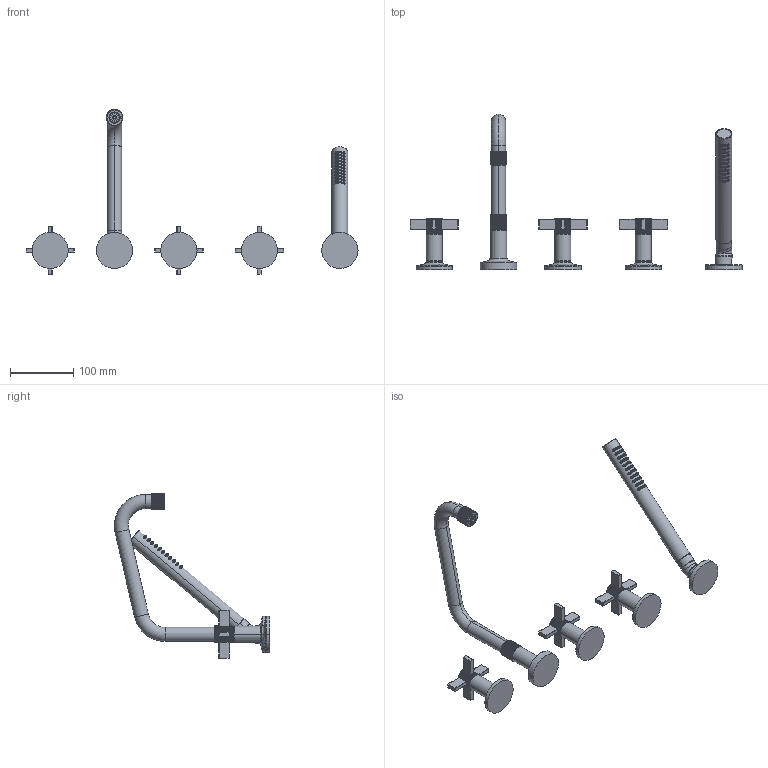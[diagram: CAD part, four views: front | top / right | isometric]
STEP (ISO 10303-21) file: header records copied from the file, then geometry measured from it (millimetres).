
FILE_DESCRIPTION((''),'2;1');
FILE_NAME('3-3247','2021-09-09T10:36:37',('jinson.thomas'),(''),'CREO PARAMETRIC BY PTC INC, 2018400','CREO PARAMETRIC BY PTC INC, 2018400','');
FILE_SCHEMA(('CONFIG_CONTROL_DESIGN'));
Length unit declared in the file: inch
Products named in the file (1): 3-3247
Bounding box: 523.88 x 244.95 x 260.35 mm (x, y, z)
Volume: 567469.5 mm3; surface area: 126063.5 mm2
Topology: 5 solids, 5 shells, 2654 faces, 6696 edges, 4177 vertices
Faces by surface type: plane 973, cylinder 915, bspline 544, torus 124, sphere 96, cone 2
Entity records: 134769 total; most frequent: CARTESIAN_POINT 76211, ORIENTED_EDGE 13392, DIRECTION 10367, EDGE_CURVE 6696, VERTEX_POINT 4177, AXIS2_PLACEMENT_3D 3867, EDGE_LOOP 2779, FACE_OUTER_BOUND 2654
